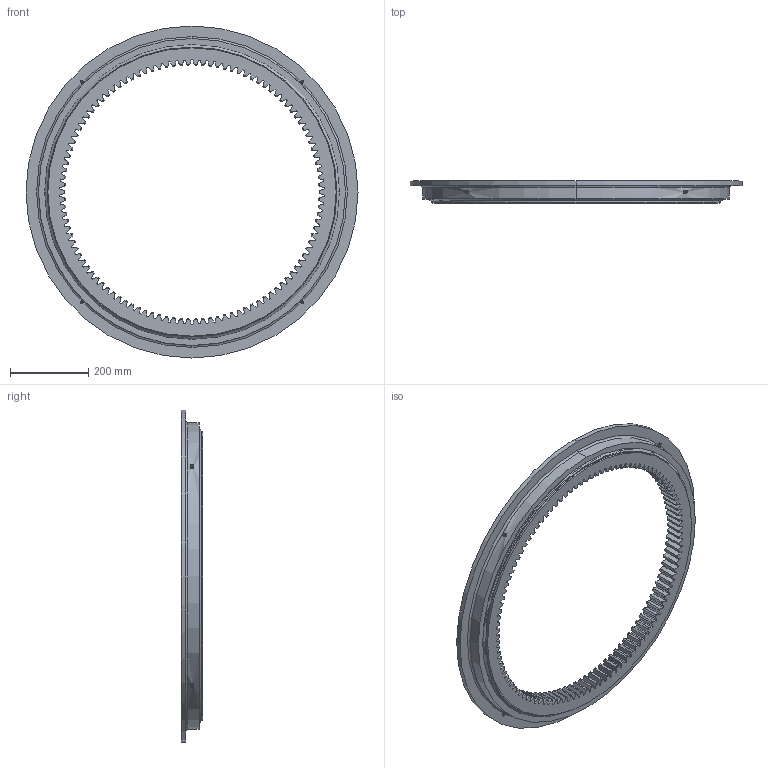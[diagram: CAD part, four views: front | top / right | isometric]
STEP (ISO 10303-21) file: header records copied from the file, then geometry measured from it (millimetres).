
FILE_DESCRIPTION (( 'STEP AP203' ), '1' );
FILE_NAME ('22-0741-00.STEP', '2017-12-28T07:06:07', ( 'defontaine' ), ( 'Hewlett-Packard Company' ), 'SwSTEP 2.0', 'SolidWorks 2016', '' );
FILE_SCHEMA (( 'CONFIG_CONTROL_DESIGN' ));
Length unit declared in the file: millimetre
Products named in the file (1): 22-0741-00
Bounding box: 848 x 56 x 848 mm (x, y, z)
Volume: 6514551.6 mm3; surface area: 1147583 mm2
Topology: 9 solids, 9 shells, 816 faces, 2310 edges, 1527 vertices
Faces by surface type: plane 273, cylinder 253, cone 252, torus 28, sphere 10
Entity records: 27634 total; most frequent: CARTESIAN_POINT 6482, ORIENTED_EDGE 4610, DIRECTION 4315, EDGE_CURVE 2305, AXIS2_PLACEMENT_3D 1649, VERTEX_POINT 1524, LINE 1017, VECTOR 1017
